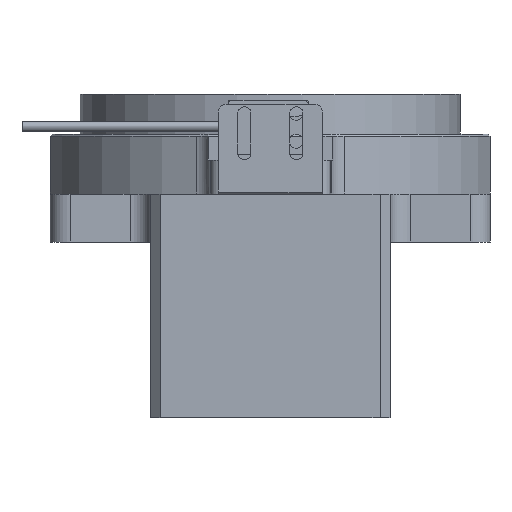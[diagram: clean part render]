
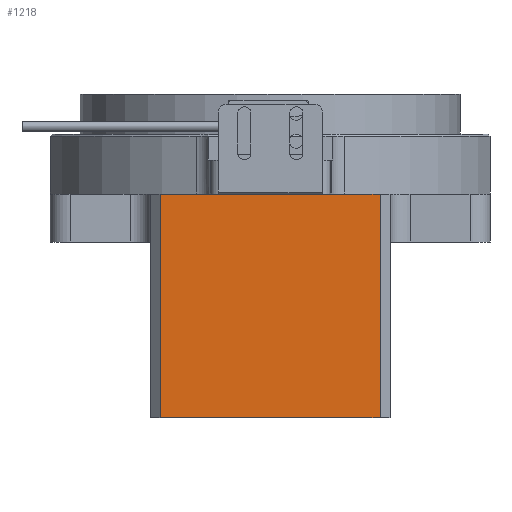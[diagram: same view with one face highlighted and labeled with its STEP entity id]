
A CAD part, front view. The second image highlights one B-rep face of the part: STEP entity #1218.
In plain terms, the highlighted planar face has unit normal (0, -1, 0).
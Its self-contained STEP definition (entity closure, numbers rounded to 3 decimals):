
#206 = PLANE ( 'NONE',  #7233 ) ;
#228 = CARTESIAN_POINT ( 'NONE',  ( -27.5, -84., 37. ) ) ;
#895 = CARTESIAN_POINT ( 'NONE',  ( -27.5, -84., 12. ) ) ;
#1016 = CARTESIAN_POINT ( 'NONE',  ( 27.5, -84., -44. ) ) ;
#1040 = DIRECTION ( 'NONE',  ( 0., 1., 0. ) ) ;
#1207 = DIRECTION ( 'NONE',  ( 0., 0., -1. ) ) ;
#1218 = ADVANCED_FACE ( 'NONE', ( #8673 ), #206, .F. ) ;
#1369 = VECTOR ( 'NONE', #7446, 1000. ) ;
#1830 = EDGE_CURVE ( 'NONE', #5558, #2534, #5390, .T. ) ;
#1838 = VECTOR ( 'NONE', #2325, 1000. ) ;
#2072 = EDGE_LOOP ( 'NONE', ( #4814, #3053, #8278, #3150 ) ) ;
#2085 = EDGE_CURVE ( 'NONE', #6225, #4470, #5700, .T. ) ;
#2325 = DIRECTION ( 'NONE',  ( 1., 0., 0. ) ) ;
#2356 = CARTESIAN_POINT ( 'NONE',  ( 27.5, -84., 12. ) ) ;
#2534 = VERTEX_POINT ( 'NONE', #8545 ) ;
#3053 = ORIENTED_EDGE ( 'NONE', *, *, #2085, .T. ) ;
#3150 = ORIENTED_EDGE ( 'NONE', *, *, #1830, .F. ) ;
#3684 = LINE ( 'NONE', #895, #1838 ) ;
#4012 = EDGE_CURVE ( 'NONE', #6225, #5558, #3684, .T. ) ;
#4470 = VERTEX_POINT ( 'NONE', #4512 ) ;
#4512 = CARTESIAN_POINT ( 'NONE',  ( -27.5, -84., -44. ) ) ;
#4544 = LINE ( 'NONE', #1016, #1369 ) ;
#4814 = ORIENTED_EDGE ( 'NONE', *, *, #4012, .F. ) ;
#4987 = CARTESIAN_POINT ( 'NONE',  ( -27.5, -84., 12. ) ) ;
#5155 = CARTESIAN_POINT ( 'NONE',  ( -27.5, -84., 37. ) ) ;
#5390 = LINE ( 'NONE', #8206, #7125 ) ;
#5558 = VERTEX_POINT ( 'NONE', #2356 ) ;
#5700 = LINE ( 'NONE', #228, #5809 ) ;
#5809 = VECTOR ( 'NONE', #7919, 1000. ) ;
#5945 = DIRECTION ( 'NONE',  ( -1., 0., 0. ) ) ;
#6225 = VERTEX_POINT ( 'NONE', #4987 ) ;
#7125 = VECTOR ( 'NONE', #1207, 1000. ) ;
#7233 = AXIS2_PLACEMENT_3D ( 'NONE', #5155, #1040, #5945 ) ;
#7446 = DIRECTION ( 'NONE',  ( -1., 0., 0. ) ) ;
#7919 = DIRECTION ( 'NONE',  ( 0., 0., -1. ) ) ;
#8206 = CARTESIAN_POINT ( 'NONE',  ( 27.5, -84., 37. ) ) ;
#8278 = ORIENTED_EDGE ( 'NONE', *, *, #9064, .F. ) ;
#8545 = CARTESIAN_POINT ( 'NONE',  ( 27.5, -84., -44. ) ) ;
#8673 = FACE_OUTER_BOUND ( 'NONE', #2072, .T. ) ;
#9064 = EDGE_CURVE ( 'NONE', #2534, #4470, #4544, .T. ) ;
